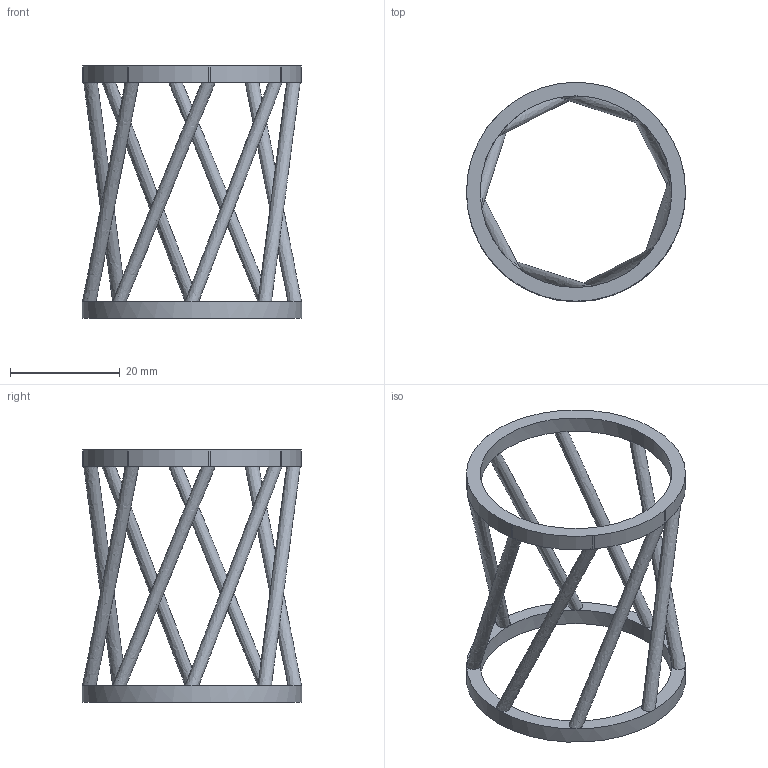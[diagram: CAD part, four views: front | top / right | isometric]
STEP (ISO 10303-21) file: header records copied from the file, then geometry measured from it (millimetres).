
FILE_DESCRIPTION(/* description */ (''),/* implementation_level */ '2;1');
FILE_NAME(/* name */ 'test rotate v1-dup.step',/* time_stamp */ '2024-05-04T11:57:17+10:00',/* author */ (''),/* organization */ (''),/* preprocessor_version */ 'ST-DEVELOPER v20',/* originating_system */ 'Autodesk Translation Framework v12.20.1.177',/* authorisation */ '');
FILE_SCHEMA (('AUTOMOTIVE_DESIGN { 1 0 10303 214 3 1 1 }'));
Length unit declared in the file: millimetre
Products named in the file (1): test rotate
Bounding box: 40 x 40 x 46 mm (x, y, z)
Volume: 3332.1 mm3; surface area: 5133.5 mm2
Topology: 1 solids, 1 shells, 45 faces, 135 edges, 76 vertices
Faces by surface type: cylinder 19, plane 18, bspline 8
Full cylindrical faces by diameter (mm): 35 x2, 40 x1
Entity records: 1706 total; most frequent: CARTESIAN_POINT 401, DIRECTION 311, ORIENTED_EDGE 270, AXIS2_PLACEMENT_3D 146, EDGE_CURVE 135, CIRCLE 108, VERTEX_POINT 76, EDGE_LOOP 47
